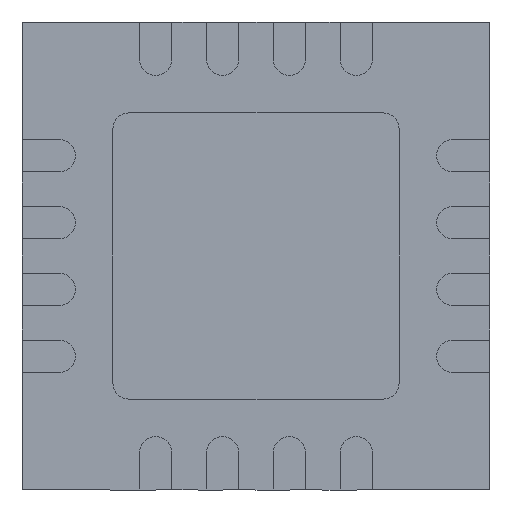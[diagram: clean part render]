
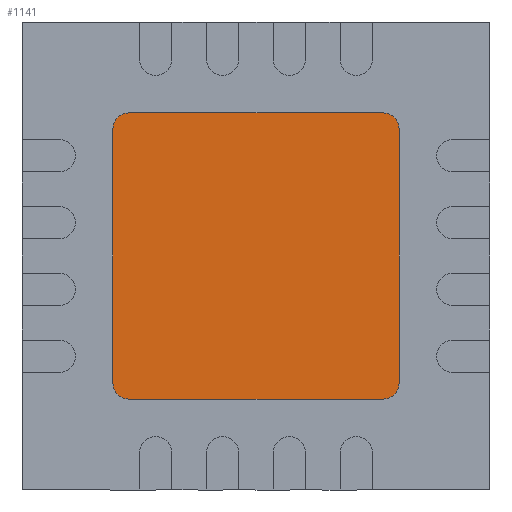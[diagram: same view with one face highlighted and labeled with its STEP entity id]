
A CAD part, front view. The second image highlights one B-rep face of the part: STEP entity #1141.
In plain terms, the highlighted planar face has unit normal (0, -1, 0).
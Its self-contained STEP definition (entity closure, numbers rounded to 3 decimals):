
#25 = ORIENTED_EDGE ( 'NONE', *, *, #589, .T. ) ;
#83 = VECTOR ( 'NONE', #2404, 1000. ) ;
#194 = CARTESIAN_POINT ( 'NONE',  ( 0.95, 0., -1.07 ) ) ;
#333 = DIRECTION ( 'NONE',  ( 0., -1., 0. ) ) ;
#385 = AXIS2_PLACEMENT_3D ( 'NONE', #1208, #3011, #4405 ) ;
#489 = CIRCLE ( 'NONE', #385, 0.12 ) ;
#501 = VERTEX_POINT ( 'NONE', #5516 ) ;
#514 = CARTESIAN_POINT ( 'NONE',  ( 0.95, 0., 1.07 ) ) ;
#589 = EDGE_CURVE ( 'NONE', #3592, #4388, #3020, .T. ) ;
#641 = ORIENTED_EDGE ( 'NONE', *, *, #5755, .T. ) ;
#658 = DIRECTION ( 'NONE',  ( 1., 0., 0. ) ) ;
#715 = CARTESIAN_POINT ( 'NONE',  ( -1.07, 0., -0.95 ) ) ;
#769 = DIRECTION ( 'NONE',  ( 0., 0., -1. ) ) ;
#844 = EDGE_CURVE ( 'NONE', #3385, #5017, #4839, .T. ) ;
#897 = CARTESIAN_POINT ( 'NONE',  ( -0.95, 0., -0.95 ) ) ;
#965 = VECTOR ( 'NONE', #658, 1000. ) ;
#1032 = LINE ( 'NONE', #514, #1560 ) ;
#1141 = ADVANCED_FACE ( 'NONE', ( #3663 ), #2695, .T. ) ;
#1208 = CARTESIAN_POINT ( 'NONE',  ( 0.95, 0., 0.95 ) ) ;
#1313 = DIRECTION ( 'NONE',  ( 0., -1., 0. ) ) ;
#1319 = CARTESIAN_POINT ( 'NONE',  ( 0.95, 0., 0.95 ) ) ;
#1347 = DIRECTION ( 'NONE',  ( 0., 0., -1. ) ) ;
#1463 = EDGE_LOOP ( 'NONE', ( #3967, #4021, #25, #2918, #3256, #5437, #641, #4648 ) ) ;
#1560 = VECTOR ( 'NONE', #1876, 1000. ) ;
#1777 = DIRECTION ( 'NONE',  ( 0., 0., 1. ) ) ;
#1876 = DIRECTION ( 'NONE',  ( -1., 0., 0. ) ) ;
#2046 = CARTESIAN_POINT ( 'NONE',  ( -1.07, 0., 0.95 ) ) ;
#2404 = DIRECTION ( 'NONE',  ( 0., 0., 1. ) ) ;
#2455 = AXIS2_PLACEMENT_3D ( 'NONE', #897, #5975, #1777 ) ;
#2520 = VERTEX_POINT ( 'NONE', #3055 ) ;
#2656 = CARTESIAN_POINT ( 'NONE',  ( 1.07, 0., 0.95 ) ) ;
#2695 = PLANE ( 'NONE',  #4765 ) ;
#2747 = DIRECTION ( 'NONE',  ( 0., 0., -1. ) ) ;
#2823 = CIRCLE ( 'NONE', #4881, 0.12 ) ;
#2918 = ORIENTED_EDGE ( 'NONE', *, *, #4960, .T. ) ;
#2930 = EDGE_CURVE ( 'NONE', #501, #3040, #4692, .T. ) ;
#2965 = CARTESIAN_POINT ( 'NONE',  ( 0.95, 0., -0.95 ) ) ;
#3011 = DIRECTION ( 'NONE',  ( 0., -1., 0. ) ) ;
#3020 = CIRCLE ( 'NONE', #5442, 0.12 ) ;
#3040 = VERTEX_POINT ( 'NONE', #2656 ) ;
#3055 = CARTESIAN_POINT ( 'NONE',  ( -1.07, 0., -0.95 ) ) ;
#3256 = ORIENTED_EDGE ( 'NONE', *, *, #3691, .T. ) ;
#3385 = VERTEX_POINT ( 'NONE', #4686 ) ;
#3532 = LINE ( 'NONE', #715, #3822 ) ;
#3565 = CARTESIAN_POINT ( 'NONE',  ( -0.95, 0., 1.07 ) ) ;
#3592 = VERTEX_POINT ( 'NONE', #3565 ) ;
#3663 = FACE_OUTER_BOUND ( 'NONE', #1463, .T. ) ;
#3691 = EDGE_CURVE ( 'NONE', #2520, #3385, #3916, .T. ) ;
#3822 = VECTOR ( 'NONE', #769, 1000. ) ;
#3875 = DIRECTION ( 'NONE',  ( 0., -1., 0. ) ) ;
#3913 = EDGE_CURVE ( 'NONE', #3040, #4593, #489, .T. ) ;
#3916 = CIRCLE ( 'NONE', #2455, 0.12 ) ;
#3967 = ORIENTED_EDGE ( 'NONE', *, *, #3913, .T. ) ;
#4021 = ORIENTED_EDGE ( 'NONE', *, *, #5674, .T. ) ;
#4388 = VERTEX_POINT ( 'NONE', #2046 ) ;
#4405 = DIRECTION ( 'NONE',  ( 0., 0., -1. ) ) ;
#4546 = CARTESIAN_POINT ( 'NONE',  ( 0.95, 0., -1.07 ) ) ;
#4593 = VERTEX_POINT ( 'NONE', #5463 ) ;
#4648 = ORIENTED_EDGE ( 'NONE', *, *, #2930, .T. ) ;
#4686 = CARTESIAN_POINT ( 'NONE',  ( -0.95, 0., -1.07 ) ) ;
#4692 = LINE ( 'NONE', #5704, #83 ) ;
#4765 = AXIS2_PLACEMENT_3D ( 'NONE', #1319, #333, #1347 ) ;
#4839 = LINE ( 'NONE', #194, #965 ) ;
#4881 = AXIS2_PLACEMENT_3D ( 'NONE', #2965, #3875, #5739 ) ;
#4960 = EDGE_CURVE ( 'NONE', #4388, #2520, #3532, .T. ) ;
#5017 = VERTEX_POINT ( 'NONE', #4546 ) ;
#5437 = ORIENTED_EDGE ( 'NONE', *, *, #844, .T. ) ;
#5442 = AXIS2_PLACEMENT_3D ( 'NONE', #6050, #1313, #2747 ) ;
#5463 = CARTESIAN_POINT ( 'NONE',  ( 0.95, 0., 1.07 ) ) ;
#5516 = CARTESIAN_POINT ( 'NONE',  ( 1.07, 0., -0.95 ) ) ;
#5674 = EDGE_CURVE ( 'NONE', #4593, #3592, #1032, .T. ) ;
#5704 = CARTESIAN_POINT ( 'NONE',  ( 1.07, 0., -0.95 ) ) ;
#5739 = DIRECTION ( 'NONE',  ( 0., 0., -1. ) ) ;
#5755 = EDGE_CURVE ( 'NONE', #5017, #501, #2823, .T. ) ;
#5975 = DIRECTION ( 'NONE',  ( 0., -1., 0. ) ) ;
#6050 = CARTESIAN_POINT ( 'NONE',  ( -0.95, 0., 0.95 ) ) ;
